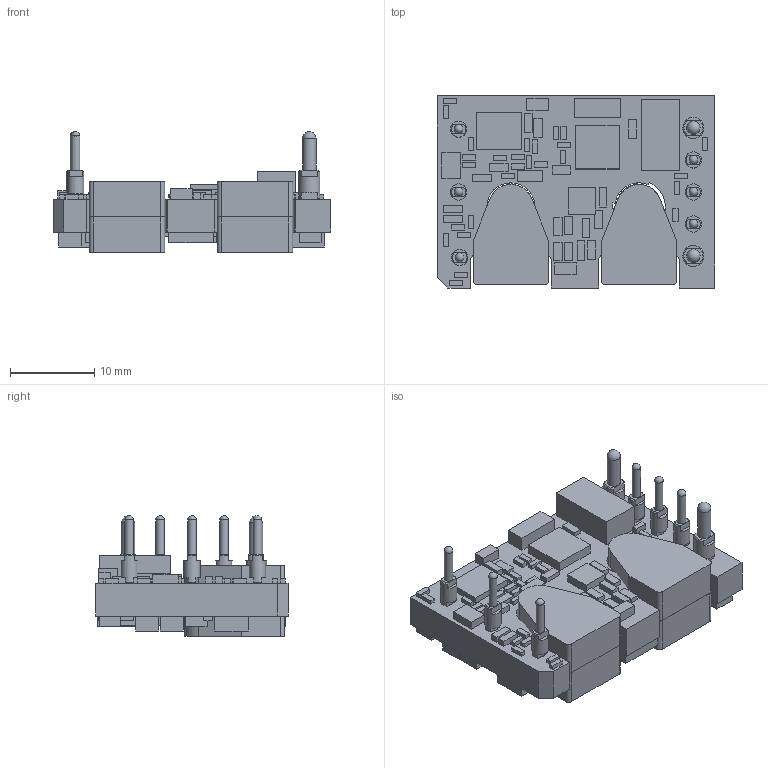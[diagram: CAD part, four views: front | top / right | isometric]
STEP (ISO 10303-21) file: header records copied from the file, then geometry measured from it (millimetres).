
FILE_DESCRIPTION (( 'STEP AP214' ), '1' );
FILE_NAME ('mps-dcdc-uls-3.3-20-thd-a.STEP', '2014-12-02T01:51:21', ( 'JXIAO' ), ( 'MPS' ), 'SwSTEP 2.0', 'SolidWorks 2012', '' );
FILE_SCHEMA (( 'AUTOMOTIVE_DESIGN' ));
Length unit declared in the file: millimetre
Products named in the file (5): 5256-01155-0-A_ﾄｬﾈﾏｨｨ_; 5256-01154-0-B_ﾄｬﾈﾏｨｨ_; E CORE 7102-02018-0_ﾄｬﾈﾏｨｨ_; pcb-uls-3; mps-dcdc-uls-3.3-20-thd-a
Assembly tree (13 placements, depth 2):
  mps-dcdc-uls-3.3-20-thd-a
    pcb-uls-3
    E CORE 7102-02018-0_ﾄｬﾈﾏｨｨ_  x4
    5256-01154-0-B_ﾄｬﾈﾏｨｨ_  x6
    5256-01155-0-A_ﾄｬﾈﾏｨｨ_  x2
Bounding box: 33.02 x 22.86 x 14.34 mm (x, y, z)
Volume: 4256.9 mm3; surface area: 5112.2 mm2
Topology: 105 solids, 105 shells, 878 faces, 1985 edges, 1322 vertices
Faces by surface type: plane 729, cylinder 101, cone 40, sphere 8
Full cylindrical faces by diameter (mm): 1.024 x6, 1.067 x6, 1.58 x2, 1.651 x2, 1.93 x6, 2.5 x2, 5.35 x4, 5.715 x1
Entity records: 25309 total; most frequent: CARTESIAN_POINT 3227, DIRECTION 2876, ORIENTED_EDGE 2822, EDGE_CURVE 1411, LINE 1272, VECTOR 1272, VERTEX_POINT 949, AXIS2_PLACEMENT_3D 802
